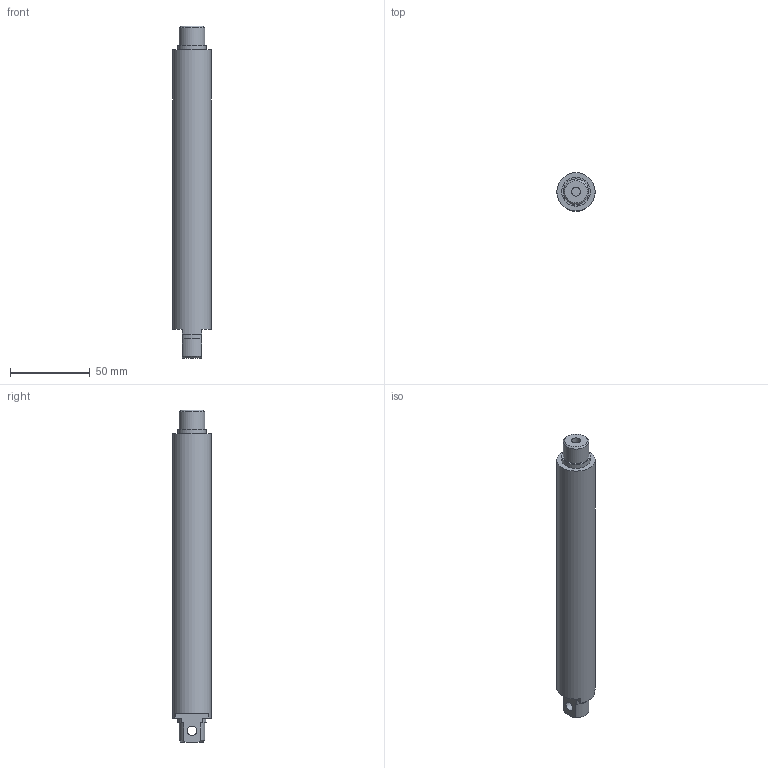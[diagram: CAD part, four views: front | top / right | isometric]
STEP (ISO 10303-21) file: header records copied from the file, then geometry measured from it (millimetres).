
FILE_DESCRIPTION(/* description */ (''),/* implementation_level */ '2;1');
FILE_NAME(/* name */ 'Pneumatic Cylinder dia 20 L 208 mm_ipt_ipt_385d271e.STEP',/* time_stamp */ '2021-10-31T16:32:34+02:00',/* author */ ('Mohamed Teleb'),/* organization */ (''),/* preprocessor_version */ 'ST-DEVELOPER v17',/* originating_system */ 'Autodesk Inventor 2019',/* authorisation */ '');
FILE_SCHEMA (('AUTOMOTIVE_DESIGN { 1 0 10303 214 3 1 1 }'));
Length unit declared in the file: millimetre
Products named in the file (1): Pneumatic Cylinder dia 20 L 208 mm.ipt
Bounding box: 24 x 24 x 208 mm (x, y, z)
Volume: 82460.8 mm3; surface area: 18108.6 mm2
Topology: 1 solids, 1 shells, 25 faces, 60 edges, 40 vertices
Faces by surface type: plane 13, cylinder 9, cone 3
Full cylindrical faces by diameter (mm): 5.5 x1, 6 x1, 16 x1, 18 x1, 24 x1
Entity records: 794 total; most frequent: DIRECTION 134, CARTESIAN_POINT 134, ORIENTED_EDGE 120, EDGE_CURVE 60, AXIS2_PLACEMENT_3D 52, VERTEX_POINT 40, EDGE_LOOP 30, LINE 30
